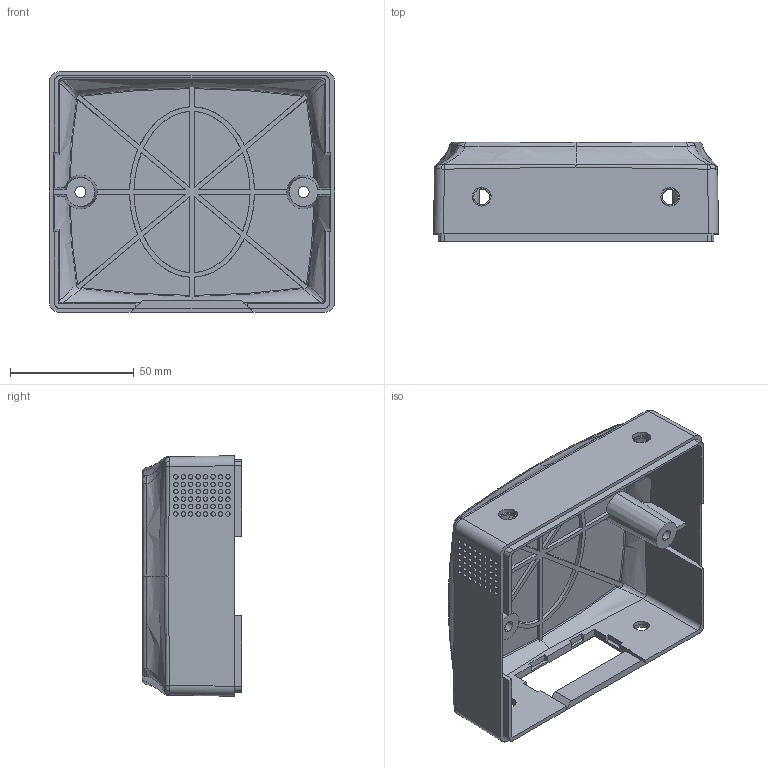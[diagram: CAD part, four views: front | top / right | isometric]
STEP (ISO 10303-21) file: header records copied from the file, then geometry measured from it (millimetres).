
FILE_DESCRIPTION (( 'STEP AP214' ), '1' );
FILE_NAME ('Case_2.STEP', '2019-10-28T13:44:37', ( '' ), ( '' ), 'SwSTEP 2.0', 'SolidWorks 2019', '' );
FILE_SCHEMA (( 'AUTOMOTIVE_DESIGN' ));
Length unit declared in the file: millimetre
Products named in the file (1): Case_2
Bounding box: 115 x 40 x 97 mm (x, y, z)
Volume: 56120.5 mm3; surface area: 53815.8 mm2
Topology: 2 solids, 2 shells, 395 faces, 1077 edges, 703 vertices
Faces by surface type: plane 144, cylinder 128, bspline 113, cone 10
Entity records: 18145 total; most frequent: CARTESIAN_POINT 9530, ORIENTED_EDGE 2154, DIRECTION 1183, EDGE_CURVE 1077, VERTEX_POINT 703, EDGE_LOOP 520, LINE 449, VECTOR 449
